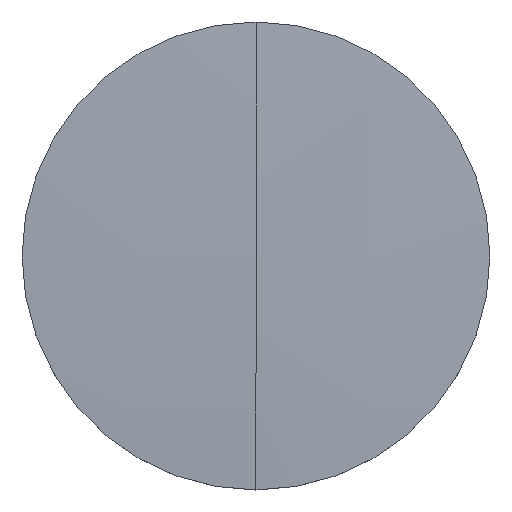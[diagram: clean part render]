
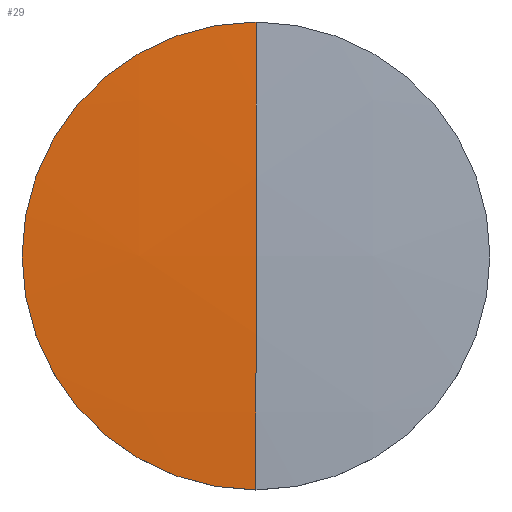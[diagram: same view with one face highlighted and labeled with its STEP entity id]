
A CAD part, top view. The second image highlights one B-rep face of the part: STEP entity #29.
In plain terms, the highlighted spherical face has radius 257.54 mm.
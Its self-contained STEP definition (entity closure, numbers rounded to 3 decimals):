
#1 = ORIENTED_EDGE ( 'NONE', *, *, #8, .T. ) ;
#4 = EDGE_CURVE ( 'NONE', #42, #7, #55, .T. ) ;
#5 = VERTEX_POINT ( 'NONE', #122 ) ;
#6 = ORIENTED_EDGE ( 'NONE', *, *, #4, .T. ) ;
#7 = VERTEX_POINT ( 'NONE', #73 ) ;
#8 = EDGE_CURVE ( 'NONE', #5, #42, #90, .T. ) ;
#12 = EDGE_CURVE ( 'NONE', #7, #48, #92, .T. ) ;
#19 = ORIENTED_EDGE ( 'NONE', *, *, #12, .T. ) ;
#29 = ADVANCED_FACE ( 'NONE', ( #180 ), #150, .T. ) ;
#31 = EDGE_LOOP ( 'NONE', ( #1, #6, #19, #50 ) ) ;
#42 = VERTEX_POINT ( 'NONE', #235 ) ;
#47 = EDGE_CURVE ( 'NONE', #5, #48, #224, .T. ) ;
#48 = VERTEX_POINT ( 'NONE', #215 ) ;
#50 = ORIENTED_EDGE ( 'NONE', *, *, #47, .F. ) ;
#51 = DIRECTION ( 'NONE',  ( 1., 0., 0. ) ) ;
#52 = DIRECTION ( 'NONE',  ( 0., 0., 1. ) ) ;
#53 = CARTESIAN_POINT ( 'NONE',  ( 0., 0., 0.718 ) ) ;
#54 = AXIS2_PLACEMENT_3D ( 'NONE', #53, #52, #51 ) ;
#55 = CIRCLE ( 'NONE', #54, 15. ) ;
#69 = DIRECTION ( 'NONE',  ( 1., 0., 0. ) ) ;
#73 = CARTESIAN_POINT ( 'NONE',  ( 0., -15., 0.718 ) ) ;
#74 = DIRECTION ( 'NONE',  ( 0., -1., 0. ) ) ;
#75 = DIRECTION ( 'NONE',  ( -1., 0., 0. ) ) ;
#76 = CARTESIAN_POINT ( 'NONE',  ( 0., 0., -256.385 ) ) ;
#77 = AXIS2_PLACEMENT_3D ( 'NONE', #76, #75, #74 ) ;
#80 = CARTESIAN_POINT ( 'NONE',  ( 0., 0., 0.718 ) ) ;
#90 = CIRCLE ( 'NONE', #116, 15. ) ;
#92 = CIRCLE ( 'NONE', #77, 257.54 ) ;
#114 = DIRECTION ( 'NONE',  ( 0., 0., 1. ) ) ;
#116 = AXIS2_PLACEMENT_3D ( 'NONE', #80, #114, #69 ) ;
#122 = CARTESIAN_POINT ( 'NONE',  ( 0., 15., 0.718 ) ) ;
#132 = DIRECTION ( 'NONE',  ( -1., 0., 0. ) ) ;
#133 = AXIS2_PLACEMENT_3D ( 'NONE', #149, #132, #160 ) ;
#149 = CARTESIAN_POINT ( 'NONE',  ( 0., 0., -256.385 ) ) ;
#150 = SPHERICAL_SURFACE ( 'NONE', #133, 257.54 ) ;
#160 = DIRECTION ( 'NONE',  ( 0., 1., 0. ) ) ;
#180 = FACE_OUTER_BOUND ( 'NONE', #31, .T. ) ;
#197 = DIRECTION ( 'NONE',  ( 0., 0., -1. ) ) ;
#198 = DIRECTION ( 'NONE',  ( 1., 0., 0. ) ) ;
#215 = CARTESIAN_POINT ( 'NONE',  ( 0., 0., 1.155 ) ) ;
#222 = CARTESIAN_POINT ( 'NONE',  ( 0., 0., -256.385 ) ) ;
#223 = AXIS2_PLACEMENT_3D ( 'NONE', #222, #198, #197 ) ;
#224 = CIRCLE ( 'NONE', #223, 257.54 ) ;
#235 = CARTESIAN_POINT ( 'NONE',  ( -15., 0., 0.718 ) ) ;
